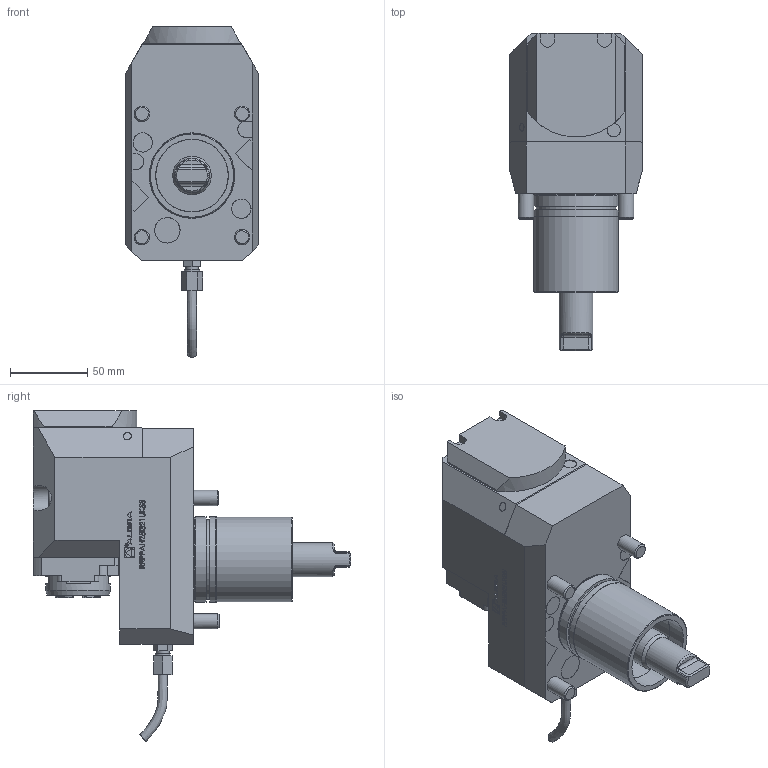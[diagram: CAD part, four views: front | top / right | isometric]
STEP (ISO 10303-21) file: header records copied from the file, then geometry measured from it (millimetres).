
FILE_DESCRIPTION (( 'STEP AP214' ), '1' );
FILE_NAME ('RRPPAH25I321UK55.STEP', '2025-07-21T16:15:03', ( '' ), ( '' ), 'SwSTEP 2.0', 'SolidWorks 2023', '' );
FILE_SCHEMA (( 'AUTOMOTIVE_DESIGN' ));
Length unit declared in the file: millimetre
Products named in the file (1): RRPPAH25I321UK55
Bounding box: 86 x 205.8 x 214.29 mm (x, y, z)
Volume: 1152802.1 mm3; surface area: 94622.1 mm2
Topology: 1 solids, 1 shells, 598 faces, 1550 edges, 1025 vertices
Faces by surface type: plane 374, bspline 106, cylinder 100, cone 15, torus 3
Full cylindrical faces by diameter (mm): 1.7 x1, 2.1 x1, 5 x1, 6.366 x1, 8.15 x1, 8.566 x1, 9.8 x1, 10 x4, 16 x2, 16.5 x3, 22 x1, 22.8 x1, 25 x2, 42 x1, 47 x1, 47.2 x1, 51.5 x1, 54.99 x1, 55 x1, 55.39 x2
Entity records: 27452 total; most frequent: CARTESIAN_POINT 10125, ORIENTED_EDGE 2976, DIRECTION 2433, EDGE_CURVE 1488, VECTOR 1013, LINE 1013, VERTEX_POINT 1006, EDGE_LOOP 712
